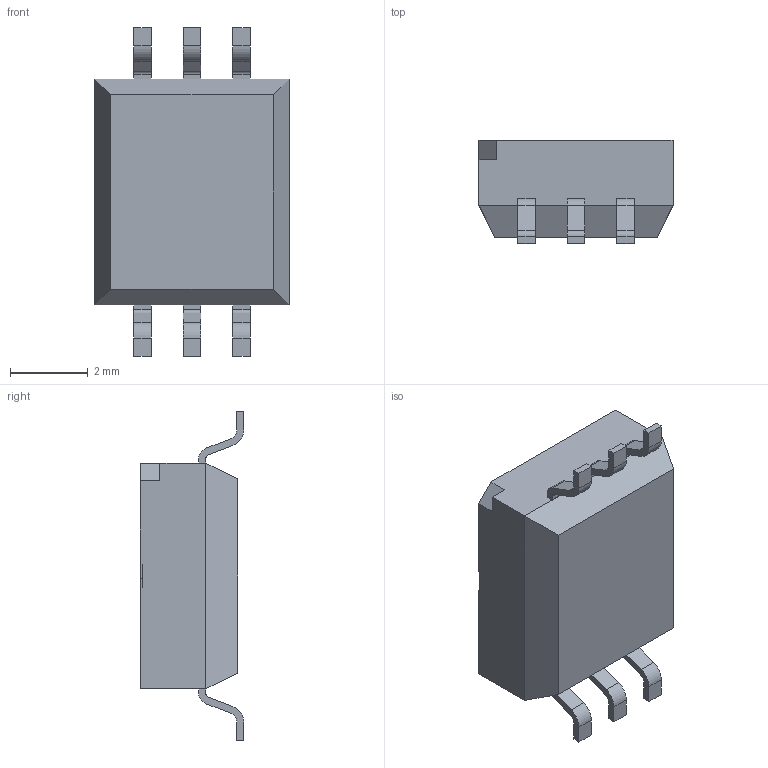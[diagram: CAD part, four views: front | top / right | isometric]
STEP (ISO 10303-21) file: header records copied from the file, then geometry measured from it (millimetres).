
FILE_DESCRIPTION (( 'STEP AP214' ), '1' );
FILE_NAME ('416131160803.STEP', '2019-12-03T10:53:06', ( '' ), ( '' ), 'SwSTEP 2.0', 'SolidWorks 2017', '' );
FILE_SCHEMA (( 'AUTOMOTIVE_DESIGN' ));
Length unit declared in the file: millimetre
Products named in the file (1): 416131160803
Bounding box: 4.98 x 2.65 x 8.44 mm (x, y, z)
Volume: 66.4 mm3; surface area: 140.5 mm2
Topology: 10 solids, 10 shells, 134 faces, 332 edges, 220 vertices
Faces by surface type: plane 110, cylinder 24
Entity records: 4817 total; most frequent: CARTESIAN_POINT 687, ORIENTED_EDGE 664, DIRECTION 650, EDGE_CURVE 332, LINE 284, VECTOR 284, VERTEX_POINT 220, AXIS2_PLACEMENT_3D 183
